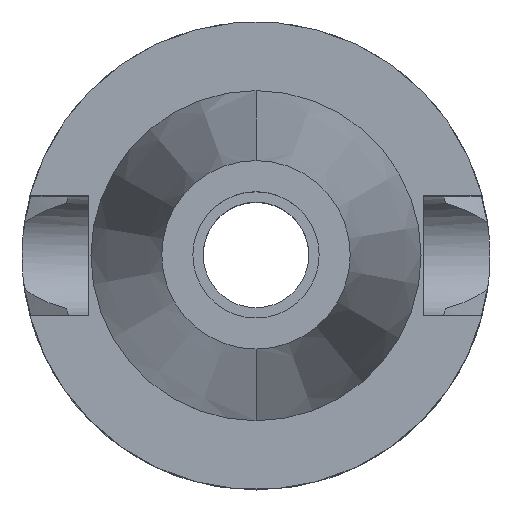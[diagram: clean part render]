
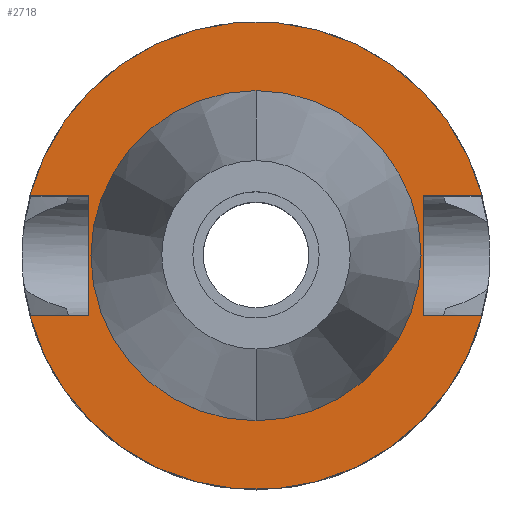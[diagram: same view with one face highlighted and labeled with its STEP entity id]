
A CAD part, top view. The second image highlights one B-rep face of the part: STEP entity #2718.
In plain terms, the highlighted planar face has unit normal (0, 0, 1).
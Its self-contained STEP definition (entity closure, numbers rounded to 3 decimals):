
#73 = VECTOR ( 'NONE', #351, 1000. ) ;
#87 = ORIENTED_EDGE ( 'NONE', *, *, #2382, .F. ) ;
#91 = DIRECTION ( 'NONE',  ( 0., 1., 0. ) ) ;
#206 = CIRCLE ( 'NONE', #2775, 31.5 ) ;
#214 = CARTESIAN_POINT ( 'NONE',  ( 0., 0., -1. ) ) ;
#228 = ORIENTED_EDGE ( 'NONE', *, *, #2569, .T. ) ;
#242 = DIRECTION ( 'NONE',  ( 1., 0., 0. ) ) ;
#247 = ORIENTED_EDGE ( 'NONE', *, *, #659, .T. ) ;
#270 = CARTESIAN_POINT ( 'NONE',  ( -22.5, -8.05, -1. ) ) ;
#331 = CARTESIAN_POINT ( 'NONE',  ( -30.454, 8.05, -1. ) ) ;
#333 = VECTOR ( 'NONE', #242, 1000. ) ;
#351 = DIRECTION ( 'NONE',  ( 1., 0., 0. ) ) ;
#377 = CARTESIAN_POINT ( 'NONE',  ( -30.454, -8.05, -1. ) ) ;
#380 = CARTESIAN_POINT ( 'NONE',  ( 22.5, 8.05, -1. ) ) ;
#389 = VERTEX_POINT ( 'NONE', #1554 ) ;
#418 = VERTEX_POINT ( 'NONE', #1328 ) ;
#463 = DIRECTION ( 'NONE',  ( 0., 0., 1. ) ) ;
#469 = EDGE_CURVE ( 'NONE', #1958, #418, #730, .T. ) ;
#517 = DIRECTION ( 'NONE',  ( 0., 0., -1. ) ) ;
#559 = LINE ( 'NONE', #380, #2128 ) ;
#619 = CARTESIAN_POINT ( 'NONE',  ( 30.454, 8.05, -1. ) ) ;
#659 = EDGE_CURVE ( 'NONE', #1601, #1806, #2434, .T. ) ;
#718 = VECTOR ( 'NONE', #1521, 1000. ) ;
#730 = CIRCLE ( 'NONE', #1344, 31.5 ) ;
#808 = EDGE_CURVE ( 'NONE', #1956, #1724, #1994, .T. ) ;
#886 = CARTESIAN_POINT ( 'NONE',  ( -22.5, 8.05, -1. ) ) ;
#899 = DIRECTION ( 'NONE',  ( 0., -1., 0. ) ) ;
#918 = CARTESIAN_POINT ( 'NONE',  ( 22.5, -8.05, -1. ) ) ;
#983 = DIRECTION ( 'NONE',  ( 0., -1., 0. ) ) ;
#1016 = VECTOR ( 'NONE', #1375, 1000. ) ;
#1152 = EDGE_CURVE ( 'NONE', #389, #1958, #2094, .T. ) ;
#1269 = DIRECTION ( 'NONE',  ( 0., 0., -1. ) ) ;
#1325 = EDGE_LOOP ( 'NONE', ( #1339, #2167, #2580, #2604, #247, #2182, #228, #87 ) ) ;
#1328 = CARTESIAN_POINT ( 'NONE',  ( -30.454, -8.05, -1. ) ) ;
#1339 = ORIENTED_EDGE ( 'NONE', *, *, #1688, .F. ) ;
#1344 = AXIS2_PLACEMENT_3D ( 'NONE', #214, #517, #983 ) ;
#1357 = VERTEX_POINT ( 'NONE', #886 ) ;
#1375 = DIRECTION ( 'NONE',  ( 1., 0., 0. ) ) ;
#1424 = CARTESIAN_POINT ( 'NONE',  ( 22.5, 8.05, -1. ) ) ;
#1444 = CARTESIAN_POINT ( 'NONE',  ( 0., 22.225, -1. ) ) ;
#1481 = VECTOR ( 'NONE', #2815, 1000. ) ;
#1496 = CARTESIAN_POINT ( 'NONE',  ( 22.5, 8.05, -1. ) ) ;
#1521 = DIRECTION ( 'NONE',  ( 1., 0., 0. ) ) ;
#1526 = CARTESIAN_POINT ( 'NONE',  ( -30.454, 8.05, -1. ) ) ;
#1554 = CARTESIAN_POINT ( 'NONE',  ( 22.5, -8.05, -1. ) ) ;
#1601 = VERTEX_POINT ( 'NONE', #1424 ) ;
#1659 = AXIS2_PLACEMENT_3D ( 'NONE', #2063, #2984, #899 ) ;
#1688 = EDGE_CURVE ( 'NONE', #418, #2559, #2489, .T. ) ;
#1724 = VERTEX_POINT ( 'NONE', #1444 ) ;
#1806 = VERTEX_POINT ( 'NONE', #619 ) ;
#1812 = CARTESIAN_POINT ( 'NONE',  ( 0., 0., -1. ) ) ;
#1933 = AXIS2_PLACEMENT_3D ( 'NONE', #2783, #463, #2058 ) ;
#1956 = VERTEX_POINT ( 'NONE', #2479 ) ;
#1958 = VERTEX_POINT ( 'NONE', #2387 ) ;
#1961 = LINE ( 'NONE', #331, #718 ) ;
#1994 = CIRCLE ( 'NONE', #1659, 22.225 ) ;
#2006 = CARTESIAN_POINT ( 'NONE',  ( -22.5, -8.05, -1. ) ) ;
#2024 = EDGE_CURVE ( 'NONE', #1601, #389, #559, .T. ) ;
#2058 = DIRECTION ( 'NONE',  ( 0., 1., 0. ) ) ;
#2063 = CARTESIAN_POINT ( 'NONE',  ( 0., 0., -1. ) ) ;
#2069 = PLANE ( 'NONE',  #2228 ) ;
#2083 = DIRECTION ( 'NONE',  ( 0., 0., -1. ) ) ;
#2094 = LINE ( 'NONE', #918, #1016 ) ;
#2128 = VECTOR ( 'NONE', #2491, 1000. ) ;
#2160 = VERTEX_POINT ( 'NONE', #1526 ) ;
#2167 = ORIENTED_EDGE ( 'NONE', *, *, #469, .F. ) ;
#2173 = EDGE_CURVE ( 'NONE', #2160, #1806, #206, .T. ) ;
#2182 = ORIENTED_EDGE ( 'NONE', *, *, #2173, .F. ) ;
#2228 = AXIS2_PLACEMENT_3D ( 'NONE', #1812, #2083, #2749 ) ;
#2248 = EDGE_CURVE ( 'NONE', #1724, #1956, #2906, .T. ) ;
#2270 = FACE_BOUND ( 'NONE', #2513, .T. ) ;
#2375 = LINE ( 'NONE', #270, #1481 ) ;
#2382 = EDGE_CURVE ( 'NONE', #2559, #1357, #2375, .T. ) ;
#2387 = CARTESIAN_POINT ( 'NONE',  ( 30.454, -8.05, -1. ) ) ;
#2434 = LINE ( 'NONE', #1496, #73 ) ;
#2479 = CARTESIAN_POINT ( 'NONE',  ( 0., -22.225, -1. ) ) ;
#2482 = ORIENTED_EDGE ( 'NONE', *, *, #808, .F. ) ;
#2489 = LINE ( 'NONE', #377, #333 ) ;
#2491 = DIRECTION ( 'NONE',  ( 0., -1., 0. ) ) ;
#2513 = EDGE_LOOP ( 'NONE', ( #2722, #2482 ) ) ;
#2559 = VERTEX_POINT ( 'NONE', #2006 ) ;
#2569 = EDGE_CURVE ( 'NONE', #2160, #1357, #1961, .T. ) ;
#2580 = ORIENTED_EDGE ( 'NONE', *, *, #1152, .F. ) ;
#2604 = ORIENTED_EDGE ( 'NONE', *, *, #2024, .F. ) ;
#2718 = ADVANCED_FACE ( 'NONE', ( #2958, #2270 ), #2069, .F. ) ;
#2722 = ORIENTED_EDGE ( 'NONE', *, *, #2248, .F. ) ;
#2749 = DIRECTION ( 'NONE',  ( 0., -1., 0. ) ) ;
#2775 = AXIS2_PLACEMENT_3D ( 'NONE', #2922, #1269, #91 ) ;
#2783 = CARTESIAN_POINT ( 'NONE',  ( 0., 0., -1. ) ) ;
#2815 = DIRECTION ( 'NONE',  ( 0., 1., 0. ) ) ;
#2906 = CIRCLE ( 'NONE', #1933, 22.225 ) ;
#2922 = CARTESIAN_POINT ( 'NONE',  ( 0., 0., -1. ) ) ;
#2958 = FACE_OUTER_BOUND ( 'NONE', #1325, .T. ) ;
#2984 = DIRECTION ( 'NONE',  ( 0., 0., 1. ) ) ;
